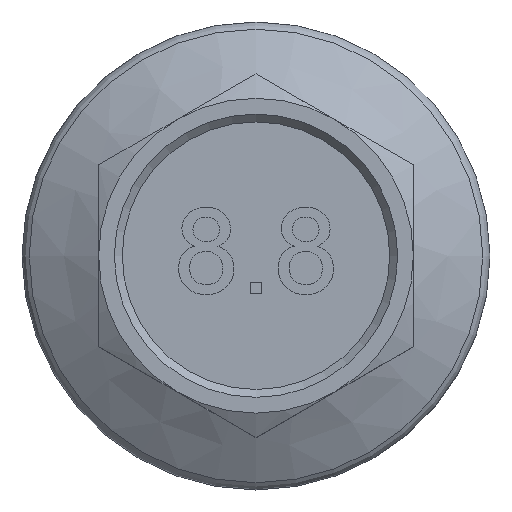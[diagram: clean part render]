
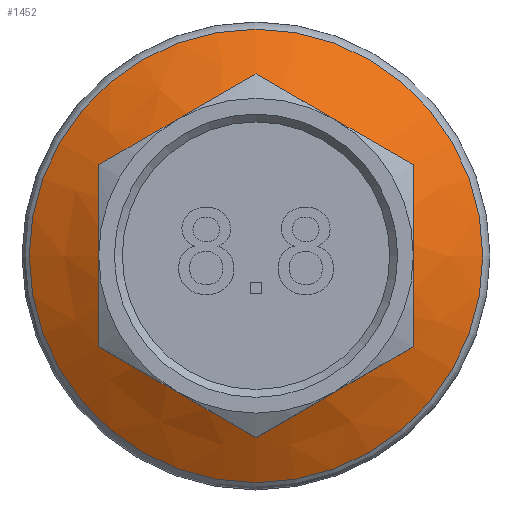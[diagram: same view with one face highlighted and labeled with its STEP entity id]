
A CAD part, top view. The second image highlights one B-rep face of the part: STEP entity #1452.
In plain terms, the highlighted conical face has half-angle 60 degrees and reference radius 11.15 mm.
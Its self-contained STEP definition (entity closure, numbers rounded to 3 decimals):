
#79=(
BOUNDED_CURVE()
B_SPLINE_CURVE(2,(#3472,#3473,#3474),.UNSPECIFIED.,.F.,.F.)
B_SPLINE_CURVE_WITH_KNOTS((3,3),(1.046,1.605),
 .UNSPECIFIED.)
CURVE()
GEOMETRIC_REPRESENTATION_ITEM()
RATIONAL_B_SPLINE_CURVE((1.336,1.336,1.24))
REPRESENTATION_ITEM('')
);
#80=(
BOUNDED_CURVE()
B_SPLINE_CURVE(2,(#3476,#3477,#3478),.UNSPECIFIED.,.F.,.F.)
B_SPLINE_CURVE_WITH_KNOTS((3,3),(-1.605,-0.487),
 .UNSPECIFIED.)
CURVE()
GEOMETRIC_REPRESENTATION_ITEM()
RATIONAL_B_SPLINE_CURVE((1.24,1.432,1.24))
REPRESENTATION_ITEM('')
);
#81=(
BOUNDED_CURVE()
B_SPLINE_CURVE(2,(#3480,#3481,#3482),.UNSPECIFIED.,.F.,.F.)
B_SPLINE_CURVE_WITH_KNOTS((3,3),(-1.605,-0.487),
 .UNSPECIFIED.)
CURVE()
GEOMETRIC_REPRESENTATION_ITEM()
RATIONAL_B_SPLINE_CURVE((1.24,1.432,1.24))
REPRESENTATION_ITEM('')
);
#82=(
BOUNDED_CURVE()
B_SPLINE_CURVE(2,(#3484,#3485,#3486),.UNSPECIFIED.,.F.,.F.)
B_SPLINE_CURVE_WITH_KNOTS((3,3),(-1.605,-0.487),
 .UNSPECIFIED.)
CURVE()
GEOMETRIC_REPRESENTATION_ITEM()
RATIONAL_B_SPLINE_CURVE((1.24,1.432,1.24))
REPRESENTATION_ITEM('')
);
#83=(
BOUNDED_CURVE()
B_SPLINE_CURVE(2,(#3488,#3489,#3490),.UNSPECIFIED.,.F.,.F.)
B_SPLINE_CURVE_WITH_KNOTS((3,3),(0.487,1.605),
 .UNSPECIFIED.)
CURVE()
GEOMETRIC_REPRESENTATION_ITEM()
RATIONAL_B_SPLINE_CURVE((1.24,1.432,1.24))
REPRESENTATION_ITEM('')
);
#84=(
BOUNDED_CURVE()
B_SPLINE_CURVE(2,(#3492,#3493,#3494),.UNSPECIFIED.,.F.,.F.)
B_SPLINE_CURVE_WITH_KNOTS((3,3),(0.487,1.605),
 .UNSPECIFIED.)
CURVE()
GEOMETRIC_REPRESENTATION_ITEM()
RATIONAL_B_SPLINE_CURVE((1.24,1.432,1.24))
REPRESENTATION_ITEM('')
);
#85=(
BOUNDED_CURVE()
B_SPLINE_CURVE(2,(#3495,#3496,#3497),.UNSPECIFIED.,.F.,.F.)
B_SPLINE_CURVE_WITH_KNOTS((3,3),(0.487,1.046),
 .UNSPECIFIED.)
CURVE()
GEOMETRIC_REPRESENTATION_ITEM()
RATIONAL_B_SPLINE_CURVE((1.24,1.336,1.336))
REPRESENTATION_ITEM('')
);
#100=CONICAL_SURFACE('',#1569,11.15,1.047);
#136=FACE_OUTER_BOUND('',#225,.T.);
#225=EDGE_LOOP('',(#1066,#1067,#1068,#1069,#1070,#1071,#1072,#1073,#1074,
#1075,#1076));
#304=CIRCLE('',#1556,10.805);
#305=CIRCLE('',#1557,10.805);
#452=LINE('',#3470,#526);
#526=VECTOR('',#1712,11.15);
#625=VERTEX_POINT('',#3246);
#626=VERTEX_POINT('',#3248);
#633=VERTEX_POINT('',#3469);
#634=VERTEX_POINT('',#3471);
#635=VERTEX_POINT('',#3475);
#636=VERTEX_POINT('',#3479);
#637=VERTEX_POINT('',#3483);
#638=VERTEX_POINT('',#3487);
#639=VERTEX_POINT('',#3491);
#791=EDGE_CURVE('',#626,#625,#304,.T.);
#792=EDGE_CURVE('',#625,#626,#305,.T.);
#809=EDGE_CURVE('',#626,#633,#452,.T.);
#810=EDGE_CURVE('',#633,#634,#79,.T.);
#811=EDGE_CURVE('',#634,#635,#80,.T.);
#812=EDGE_CURVE('',#635,#636,#81,.T.);
#813=EDGE_CURVE('',#636,#637,#82,.F.);
#814=EDGE_CURVE('',#637,#638,#83,.T.);
#815=EDGE_CURVE('',#638,#639,#84,.T.);
#816=EDGE_CURVE('',#639,#633,#85,.T.);
#1066=ORIENTED_EDGE('',*,*,#791,.T.);
#1067=ORIENTED_EDGE('',*,*,#792,.T.);
#1068=ORIENTED_EDGE('',*,*,#809,.T.);
#1069=ORIENTED_EDGE('',*,*,#810,.T.);
#1070=ORIENTED_EDGE('',*,*,#811,.T.);
#1071=ORIENTED_EDGE('',*,*,#812,.T.);
#1072=ORIENTED_EDGE('',*,*,#813,.T.);
#1073=ORIENTED_EDGE('',*,*,#814,.T.);
#1074=ORIENTED_EDGE('',*,*,#815,.T.);
#1075=ORIENTED_EDGE('',*,*,#816,.T.);
#1076=ORIENTED_EDGE('',*,*,#809,.F.);
#1452=ADVANCED_FACE('',(#136),#100,.T.);
#1556=AXIS2_PLACEMENT_3D('',#3249,#1682,#1683);
#1557=AXIS2_PLACEMENT_3D('',#3250,#1684,#1685);
#1569=AXIS2_PLACEMENT_3D('',#3468,#1710,#1711);
#1682=DIRECTION('center_axis',(0.,0.,1.));
#1683=DIRECTION('ref_axis',(-1.,0.,0.));
#1684=DIRECTION('center_axis',(0.,0.,1.));
#1685=DIRECTION('ref_axis',(-1.,0.,0.));
#1710=DIRECTION('center_axis',(0.,0.,-1.));
#1711=DIRECTION('ref_axis',(1.,0.,0.));
#1712=DIRECTION('',(0.866,0.,0.5));
#3246=CARTESIAN_POINT('',(10.805,0.,1.579));
#3248=CARTESIAN_POINT('',(-10.805,0.,1.579));
#3249=CARTESIAN_POINT('Origin',(0.,0.,1.579));
#3250=CARTESIAN_POINT('Origin',(0.,0.,1.579));
#3468=CARTESIAN_POINT('Origin',(0.,0.,1.38));
#3469=CARTESIAN_POINT('',(-7.5,0.,3.487));
#3470=CARTESIAN_POINT('',(-11.15,0.,1.38));
#3471=CARTESIAN_POINT('',(-7.5,4.33,2.817));
#3472=CARTESIAN_POINT('Ctrl Pts',(-7.5,0.,3.487));
#3473=CARTESIAN_POINT('Ctrl Pts',(-7.5,2.01,3.487));
#3474=CARTESIAN_POINT('Ctrl Pts',(-7.5,4.33,2.817));
#3475=CARTESIAN_POINT('',(0.,8.66,2.817));
#3476=CARTESIAN_POINT('Ctrl Pts',(-7.5,4.33,2.817));
#3477=CARTESIAN_POINT('Ctrl Pts',(-3.75,6.495,4.067));
#3478=CARTESIAN_POINT('Ctrl Pts',(0.,8.66,
2.817));
#3479=CARTESIAN_POINT('',(7.5,4.33,2.817));
#3480=CARTESIAN_POINT('Ctrl Pts',(0.,8.66,
2.817));
#3481=CARTESIAN_POINT('Ctrl Pts',(3.75,6.495,4.067));
#3482=CARTESIAN_POINT('Ctrl Pts',(7.5,4.33,2.817));
#3483=CARTESIAN_POINT('',(7.5,-4.33,2.817));
#3484=CARTESIAN_POINT('Ctrl Pts',(7.5,-4.33,2.817));
#3485=CARTESIAN_POINT('Ctrl Pts',(7.5,0.,4.067));
#3486=CARTESIAN_POINT('Ctrl Pts',(7.5,4.33,2.817));
#3487=CARTESIAN_POINT('',(0.,-8.66,2.817));
#3488=CARTESIAN_POINT('Ctrl Pts',(7.5,-4.33,2.817));
#3489=CARTESIAN_POINT('Ctrl Pts',(3.75,-6.495,4.067));
#3490=CARTESIAN_POINT('Ctrl Pts',(0.,-8.66,
2.817));
#3491=CARTESIAN_POINT('',(-7.5,-4.33,2.817));
#3492=CARTESIAN_POINT('Ctrl Pts',(0.,-8.66,
2.817));
#3493=CARTESIAN_POINT('Ctrl Pts',(-3.75,-6.495,4.067));
#3494=CARTESIAN_POINT('Ctrl Pts',(-7.5,-4.33,2.817));
#3495=CARTESIAN_POINT('Ctrl Pts',(-7.5,-4.33,2.817));
#3496=CARTESIAN_POINT('Ctrl Pts',(-7.5,-2.01,3.487));
#3497=CARTESIAN_POINT('Ctrl Pts',(-7.5,0.,3.487));
